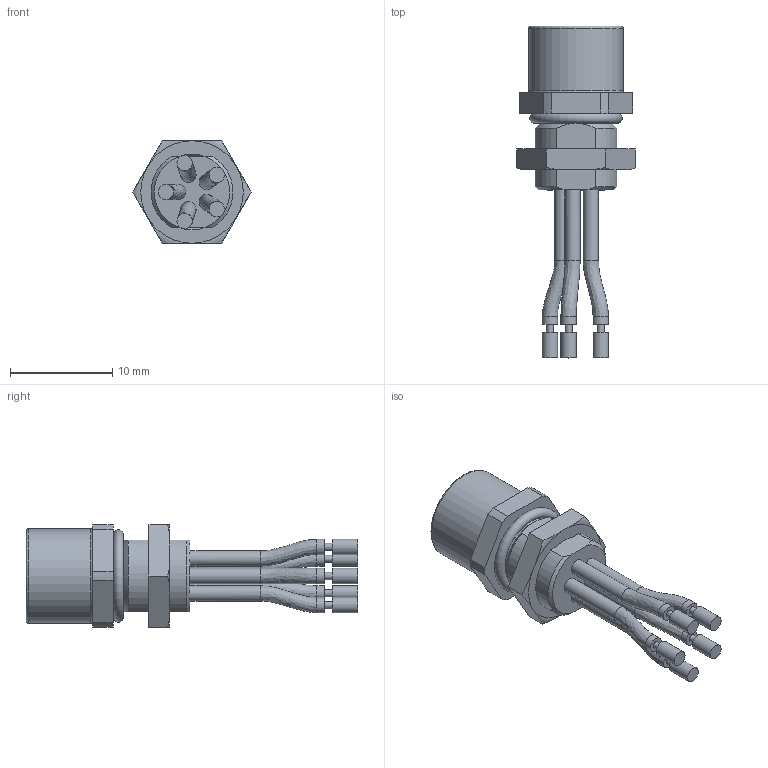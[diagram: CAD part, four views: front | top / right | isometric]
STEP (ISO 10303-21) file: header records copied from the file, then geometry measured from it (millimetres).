
FILE_DESCRIPTION(/* description */ (''),/* implementation_level */ '2;1');
FILE_NAME(/* name */ 'AL-FVM8KUB4_5-m_M8_stp.stp',/* time_stamp */ '2016-11-23T14:11:35+01:00',/* author */ (''),/* organization */ (''),/* preprocessor_version */ 'ST-DEVELOPER v16',/* originating_system */ 'SIEMENS PLM Software NX 10.0',/* authorisation */ '');
FILE_SCHEMA (('AUTOMOTIVE_DESIGN { 1 0 10303 214 3 1 1 1 }'));
Length unit declared in the file: millimetre
Products named in the file (1): osen076813A039ly
Bounding box: 11.55 x 32.4 x 10 mm (x, y, z)
Volume: 1075.6 mm3; surface area: 1470.8 mm2
Topology: 3 solids, 3 shells, 111 faces, 258 edges, 171 vertices
Faces by surface type: plane 45, cylinder 44, torus 12, cone 5, bspline 5
Full cylindrical faces by diameter (mm): 0.7 x5, 1.1 x5, 1.5 x15, 5.65 x1, 7 x1, 7.2 x1, 9.2 x1
Entity records: 3092 total; most frequent: CARTESIAN_POINT 791, DIRECTION 488, ORIENTED_EDGE 382, AXIS2_PLACEMENT_3D 210, EDGE_CURVE 191, EDGE_LOOP 174, VERTEX_POINT 147, FACE_BOUND 124
